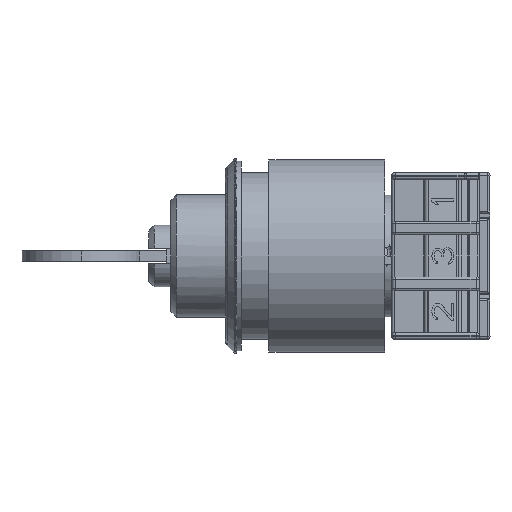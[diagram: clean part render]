
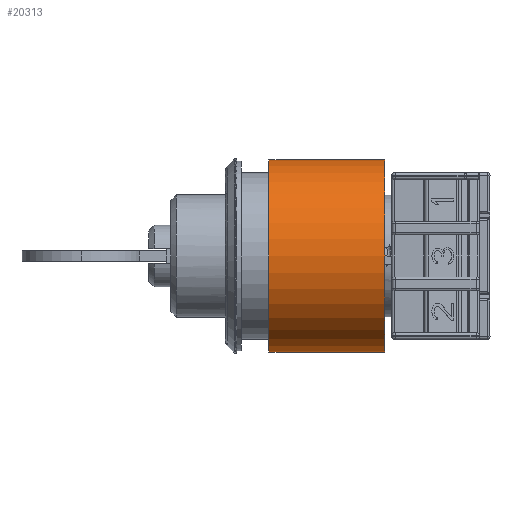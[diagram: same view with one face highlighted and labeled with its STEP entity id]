
A CAD part, left-side view. The second image highlights one B-rep face of the part: STEP entity #20313.
In plain terms, the highlighted cylindrical face has radius 17.25 mm (diameter 34.5 mm), a partial arc.
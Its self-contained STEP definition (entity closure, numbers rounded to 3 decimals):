
#6400 = ORIENTED_EDGE ( 'NONE', *, *, #16308, .T. ) ;
#6739 = DIRECTION ( 'NONE',  ( 0., 1., 0. ) ) ;
#7072 = LINE ( 'NONE', #7453, #62396 ) ;
#7453 = CARTESIAN_POINT ( 'NONE',  ( 0., -18.4, -17.25 ) ) ;
#12271 = VERTEX_POINT ( 'NONE', #64117 ) ;
#13615 = ORIENTED_EDGE ( 'NONE', *, *, #28673, .F. ) ;
#13978 = CIRCLE ( 'NONE', #55760, 17.25 ) ;
#14232 = DIRECTION ( 'NONE',  ( 0., 1., 0. ) ) ;
#15272 = FACE_OUTER_BOUND ( 'NONE', #65709, .T. ) ;
#16308 = EDGE_CURVE ( 'NONE', #28310, #69075, #37343, .T. ) ;
#19736 = CARTESIAN_POINT ( 'NONE',  ( 0., -18.4, -17.25 ) ) ;
#20232 = CARTESIAN_POINT ( 'NONE',  ( 0., -18.4, 0. ) ) ;
#20313 = ADVANCED_FACE ( 'NONE', ( #15272 ), #53086, .T. ) ;
#21317 = DIRECTION ( 'NONE',  ( 0., 0., 1. ) ) ;
#21386 = CARTESIAN_POINT ( 'NONE',  ( 0., -18.4, 17.25 ) ) ;
#22767 = ORIENTED_EDGE ( 'NONE', *, *, #31674, .F. ) ;
#23927 = ORIENTED_EDGE ( 'NONE', *, *, #37930, .T. ) ;
#28310 = VERTEX_POINT ( 'NONE', #21386 ) ;
#28673 = EDGE_CURVE ( 'NONE', #12271, #69075, #13978, .T. ) ;
#29949 = AXIS2_PLACEMENT_3D ( 'NONE', #20232, #46732, #68312 ) ;
#31674 = EDGE_CURVE ( 'NONE', #44120, #12271, #7072, .T. ) ;
#35596 = VECTOR ( 'NONE', #47969, 1000. ) ;
#36105 = DIRECTION ( 'NONE',  ( 0., 0., 1. ) ) ;
#37343 = LINE ( 'NONE', #63899, #35596 ) ;
#37930 = EDGE_CURVE ( 'NONE', #44120, #28310, #69466, .T. ) ;
#42465 = CARTESIAN_POINT ( 'NONE',  ( 0., -18.4, 0. ) ) ;
#42499 = CARTESIAN_POINT ( 'NONE',  ( 0., 2.4, 0. ) ) ;
#43914 = CARTESIAN_POINT ( 'NONE',  ( 0., 2.4, 17.25 ) ) ;
#44120 = VERTEX_POINT ( 'NONE', #19736 ) ;
#46732 = DIRECTION ( 'NONE',  ( 0., 1., 0. ) ) ;
#47969 = DIRECTION ( 'NONE',  ( 0., 1., 0. ) ) ;
#53086 = CYLINDRICAL_SURFACE ( 'NONE', #63970, 17.25 ) ;
#54490 = DIRECTION ( 'NONE',  ( 0., 1., 0. ) ) ;
#55760 = AXIS2_PLACEMENT_3D ( 'NONE', #42499, #54490, #21317 ) ;
#62396 = VECTOR ( 'NONE', #6739, 1000. ) ;
#63899 = CARTESIAN_POINT ( 'NONE',  ( 0., -18.4, 17.25 ) ) ;
#63970 = AXIS2_PLACEMENT_3D ( 'NONE', #42465, #14232, #36105 ) ;
#64117 = CARTESIAN_POINT ( 'NONE',  ( 0., 2.4, -17.25 ) ) ;
#65709 = EDGE_LOOP ( 'NONE', ( #22767, #23927, #6400, #13615 ) ) ;
#68312 = DIRECTION ( 'NONE',  ( 0., 0., 1. ) ) ;
#69075 = VERTEX_POINT ( 'NONE', #43914 ) ;
#69466 = CIRCLE ( 'NONE', #29949, 17.25 ) ;
